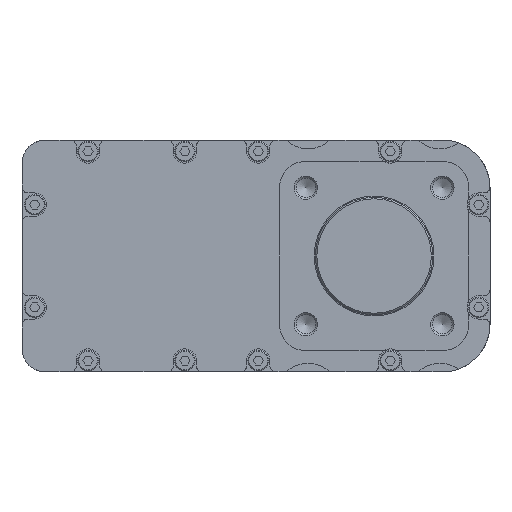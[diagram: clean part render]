
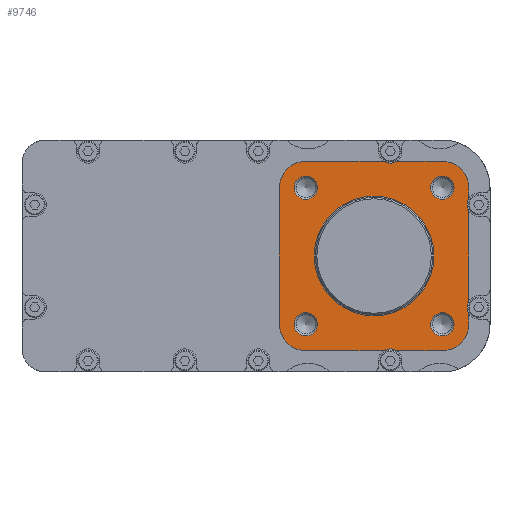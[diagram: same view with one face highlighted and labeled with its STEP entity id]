
A CAD part, left-side view. The second image highlights one B-rep face of the part: STEP entity #9746.
In plain terms, the highlighted face is planar.
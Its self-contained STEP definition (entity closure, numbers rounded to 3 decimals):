
#417=PLANE('',#10606);
#1061=VECTOR('',#12376,1.);
#1063=VECTOR('',#12379,1.);
#1067=VECTOR('',#12384,1.);
#1069=VECTOR('',#12387,1.);
#1072=VECTOR('',#12391,1.);
#1076=VECTOR('',#12396,1.);
#1078=VECTOR('',#12399,1.);
#1183=VECTOR('',#12647,1.);
#2030=LINE('',#15162,#1061);
#2032=LINE('',#15166,#1063);
#2036=LINE('',#15174,#1067);
#2038=LINE('',#15178,#1069);
#2041=LINE('',#15184,#1072);
#2045=LINE('',#15192,#1076);
#2047=LINE('',#15196,#1078);
#2152=LINE('',#15529,#1183);
#3060=VERTEX_POINT('',#15159);
#3061=VERTEX_POINT('',#15161);
#3062=VERTEX_POINT('',#15165);
#3063=VERTEX_POINT('',#15167);
#3064=VERTEX_POINT('',#15171);
#3065=VERTEX_POINT('',#15173);
#3066=VERTEX_POINT('',#15177);
#3067=VERTEX_POINT('',#15179);
#3068=VERTEX_POINT('',#15183);
#3069=VERTEX_POINT('',#15185);
#3070=VERTEX_POINT('',#15189);
#3071=VERTEX_POINT('',#15191);
#3072=VERTEX_POINT('',#15195);
#3073=VERTEX_POINT('',#15197);
#3162=VERTEX_POINT('',#15518);
#3163=VERTEX_POINT('',#15526);
#3164=VERTEX_POINT('',#15532);
#3165=VERTEX_POINT('',#15534);
#3166=VERTEX_POINT('',#15536);
#3167=VERTEX_POINT('',#15538);
#3168=VERTEX_POINT('',#15540);
#3169=VERTEX_POINT('',#15542);
#3734=CIRCLE('',#10598,9.);
#3735=CIRCLE('',#10600,9.);
#3736=CIRCLE('',#10602,9.);
#3737=CIRCLE('',#10604,9.);
#3738=CIRCLE('',#10607,4.);
#3739=CIRCLE('',#10608,4.);
#3740=CIRCLE('',#10609,4.);
#3741=CIRCLE('',#10610,4.);
#3742=CIRCLE('',#10611,20.4);
#3743=CIRCLE('',#10612,4.);
#3744=CIRCLE('',#10613,4.);
#3745=CIRCLE('',#10614,4.);
#3746=CIRCLE('',#10615,4.);
#3747=CIRCLE('',#10616,4.);
#4629=EDGE_CURVE('',#3060,#3061,#2030,.T.);
#4631=EDGE_CURVE('',#3063,#3062,#2032,.T.);
#4635=EDGE_CURVE('',#3064,#3065,#2036,.T.);
#4637=EDGE_CURVE('',#3067,#3066,#2038,.T.);
#4640=EDGE_CURVE('',#3069,#3068,#2041,.T.);
#4644=EDGE_CURVE('',#3070,#3071,#2045,.T.);
#4646=EDGE_CURVE('',#3073,#3072,#2047,.T.);
#4791=EDGE_CURVE('',#3162,#3063,#3734,.T.);
#4793=EDGE_CURVE('',#3061,#3069,#3735,.T.);
#4794=EDGE_CURVE('',#3065,#3073,#3736,.T.);
#4796=EDGE_CURVE('',#3071,#3163,#3737,.T.);
#4797=EDGE_CURVE('',#3163,#3162,#2152,.T.);
#4798=EDGE_CURVE('',#3164,#3164,#3738,.T.);
#4799=EDGE_CURVE('',#3165,#3165,#3739,.T.);
#4800=EDGE_CURVE('',#3166,#3166,#3740,.T.);
#4801=EDGE_CURVE('',#3167,#3167,#3741,.T.);
#4802=EDGE_CURVE('',#3168,#3168,#3742,.T.);
#4803=EDGE_CURVE('',#3072,#3169,#3743,.T.);
#4804=EDGE_CURVE('',#3169,#3070,#3744,.T.);
#4805=EDGE_CURVE('',#3062,#3060,#3745,.T.);
#4806=EDGE_CURVE('',#3068,#3067,#3746,.T.);
#4807=EDGE_CURVE('',#3066,#3064,#3747,.T.);
#7030=ORIENTED_EDGE('',*,*,#4798,.F.);
#7031=ORIENTED_EDGE('',*,*,#4799,.F.);
#7032=ORIENTED_EDGE('',*,*,#4800,.F.);
#7033=ORIENTED_EDGE('',*,*,#4801,.F.);
#7034=ORIENTED_EDGE('',*,*,#4802,.F.);
#7035=ORIENTED_EDGE('',*,*,#4646,.T.);
#7036=ORIENTED_EDGE('',*,*,#4803,.T.);
#7037=ORIENTED_EDGE('',*,*,#4804,.T.);
#7038=ORIENTED_EDGE('',*,*,#4644,.T.);
#7039=ORIENTED_EDGE('',*,*,#4796,.T.);
#7040=ORIENTED_EDGE('',*,*,#4797,.T.);
#7041=ORIENTED_EDGE('',*,*,#4791,.T.);
#7042=ORIENTED_EDGE('',*,*,#4631,.T.);
#7043=ORIENTED_EDGE('',*,*,#4805,.T.);
#7044=ORIENTED_EDGE('',*,*,#4629,.T.);
#7045=ORIENTED_EDGE('',*,*,#4793,.T.);
#7046=ORIENTED_EDGE('',*,*,#4640,.T.);
#7047=ORIENTED_EDGE('',*,*,#4806,.T.);
#7048=ORIENTED_EDGE('',*,*,#4637,.T.);
#7049=ORIENTED_EDGE('',*,*,#4807,.T.);
#7050=ORIENTED_EDGE('',*,*,#4635,.T.);
#7051=ORIENTED_EDGE('',*,*,#4794,.T.);
#8493=EDGE_LOOP('',(#7030));
#8494=EDGE_LOOP('',(#7031));
#8495=EDGE_LOOP('',(#7032));
#8496=EDGE_LOOP('',(#7033));
#8497=EDGE_LOOP('',(#7034));
#8498=EDGE_LOOP('',(#7035,#7036,#7037,#7038,#7039,#7040,#7041,#7042,#7043,
#7044,#7045,#7046,#7047,#7048,#7049,#7050,#7051));
#9149=FACE_BOUND('',#8493,.T.);
#9150=FACE_BOUND('',#8494,.T.);
#9151=FACE_BOUND('',#8495,.T.);
#9152=FACE_BOUND('',#8496,.T.);
#9153=FACE_BOUND('',#8497,.T.);
#9154=FACE_BOUND('',#8498,.T.);
#9746=ADVANCED_FACE('',(#9149,#9150,#9151,#9152,#9153,#9154),#417,.T.);
#10598=AXIS2_PLACEMENT_3D('',#15517,#12630,#12631);
#10600=AXIS2_PLACEMENT_3D('',#15521,#12635,#12636);
#10602=AXIS2_PLACEMENT_3D('',#15523,#12639,#12640);
#10604=AXIS2_PLACEMENT_3D('',#15527,#12644,#12645);
#10606=AXIS2_PLACEMENT_3D('',#15530,#12648,$);
#10607=AXIS2_PLACEMENT_3D('',#15531,#12649,#12650);
#10608=AXIS2_PLACEMENT_3D('',#15533,#12651,#12652);
#10609=AXIS2_PLACEMENT_3D('',#15535,#12653,#12654);
#10610=AXIS2_PLACEMENT_3D('',#15537,#12655,#12656);
#10611=AXIS2_PLACEMENT_3D('',#15539,#12657,#12658);
#10612=AXIS2_PLACEMENT_3D('',#15541,#12659,#12660);
#10613=AXIS2_PLACEMENT_3D('',#15543,#12661,#12662);
#10614=AXIS2_PLACEMENT_3D('',#15544,#12663,#12664);
#10615=AXIS2_PLACEMENT_3D('',#15545,#12665,#12666);
#10616=AXIS2_PLACEMENT_3D('',#15546,#12667,#12668);
#12376=DIRECTION('',(0.,-1.,0.));
#12379=DIRECTION('',(0.,-1.,0.));
#12384=DIRECTION('',(0.,0.,-1.));
#12387=DIRECTION('',(0.,0.,-1.));
#12391=DIRECTION('',(0.,0.,-1.));
#12396=DIRECTION('',(0.,1.,0.));
#12399=DIRECTION('',(0.,1.,0.));
#12630=DIRECTION('',(1.,0.,0.));
#12631=DIRECTION('',(0.,0.,-9.));
#12635=DIRECTION('',(1.,0.,0.));
#12636=DIRECTION('',(0.,0.,-9.));
#12639=DIRECTION('',(1.,0.,0.));
#12640=DIRECTION('',(0.,0.,-9.));
#12644=DIRECTION('',(1.,0.,0.));
#12645=DIRECTION('',(0.,0.,-9.));
#12647=DIRECTION('',(0.,0.,1.));
#12648=DIRECTION('',(1.,0.,0.));
#12649=DIRECTION('',(1.,0.,0.));
#12650=DIRECTION('',(0.,0.,-4.));
#12651=DIRECTION('',(1.,0.,0.));
#12652=DIRECTION('',(0.,0.,-4.));
#12653=DIRECTION('',(1.,0.,0.));
#12654=DIRECTION('',(0.,0.,-4.));
#12655=DIRECTION('',(1.,0.,0.));
#12656=DIRECTION('',(0.,0.,-4.));
#12657=DIRECTION('',(1.,0.,0.));
#12658=DIRECTION('',(0.,0.,-20.4));
#12659=DIRECTION('',(-1.,0.,0.));
#12660=DIRECTION('',(0.,0.,-4.));
#12661=DIRECTION('',(-1.,0.,0.));
#12662=DIRECTION('',(0.,0.,-4.));
#12663=DIRECTION('',(-1.,0.,0.));
#12664=DIRECTION('',(0.,0.,-4.));
#12665=DIRECTION('',(-1.,0.,0.));
#12666=DIRECTION('',(0.,0.,-4.));
#12667=DIRECTION('',(-1.,0.,0.));
#12668=DIRECTION('',(0.,0.,-4.));
#15159=CARTESIAN_POINT('',(61.,-7.607,32.25));
#15161=CARTESIAN_POINT('',(61.,-23.25,32.25));
#15162=CARTESIAN_POINT('',(61.,-7.607,32.25));
#15165=CARTESIAN_POINT('',(61.,-3.393,32.25));
#15166=CARTESIAN_POINT('',(61.,23.25,32.25));
#15167=CARTESIAN_POINT('',(61.,23.25,32.25));
#15171=CARTESIAN_POINT('',(61.,-32.25,-19.607));
#15173=CARTESIAN_POINT('',(61.,-32.25,-23.25));
#15174=CARTESIAN_POINT('',(61.,-32.25,-19.607));
#15177=CARTESIAN_POINT('',(61.,-32.25,-15.393));
#15178=CARTESIAN_POINT('',(61.,-32.25,15.393));
#15179=CARTESIAN_POINT('',(61.,-32.25,15.393));
#15183=CARTESIAN_POINT('',(61.,-32.25,19.607));
#15184=CARTESIAN_POINT('',(61.,-32.25,23.25));
#15185=CARTESIAN_POINT('',(61.,-32.25,23.25));
#15189=CARTESIAN_POINT('',(61.,-3.393,-32.25));
#15191=CARTESIAN_POINT('',(61.,23.25,-32.25));
#15192=CARTESIAN_POINT('',(61.,-3.393,-32.25));
#15195=CARTESIAN_POINT('',(61.,-7.607,-32.25));
#15196=CARTESIAN_POINT('',(61.,-23.25,-32.25));
#15197=CARTESIAN_POINT('',(61.,-23.25,-32.25));
#15517=CARTESIAN_POINT('',(61.,23.25,23.25));
#15518=CARTESIAN_POINT('',(61.,32.25,23.25));
#15521=CARTESIAN_POINT('',(61.,-23.25,23.25));
#15523=CARTESIAN_POINT('',(61.,-23.25,-23.25));
#15526=CARTESIAN_POINT('',(61.,32.25,-23.25));
#15527=CARTESIAN_POINT('',(61.,23.25,-23.25));
#15529=CARTESIAN_POINT('',(61.,32.25,-23.25));
#15530=CARTESIAN_POINT('',(61.,23.25,23.25));
#15531=CARTESIAN_POINT('',(61.,-23.25,-23.25));
#15532=CARTESIAN_POINT('',(61.,-23.25,-27.25));
#15533=CARTESIAN_POINT('',(61.,23.25,-23.25));
#15534=CARTESIAN_POINT('',(61.,23.25,-27.25));
#15535=CARTESIAN_POINT('',(61.,23.25,23.25));
#15536=CARTESIAN_POINT('',(61.,23.25,19.25));
#15537=CARTESIAN_POINT('',(61.,-23.25,23.25));
#15538=CARTESIAN_POINT('',(61.,-23.25,19.25));
#15539=CARTESIAN_POINT('',(61.,0.,0.));
#15540=CARTESIAN_POINT('',(61.,0.,-20.4));
#15541=CARTESIAN_POINT('',(61.,-5.5,-35.65));
#15542=CARTESIAN_POINT('',(61.,-5.5,-31.65));
#15543=CARTESIAN_POINT('',(61.,-5.5,-35.65));
#15544=CARTESIAN_POINT('',(61.,-5.5,35.65));
#15545=CARTESIAN_POINT('',(61.,-35.65,17.5));
#15546=CARTESIAN_POINT('',(61.,-35.65,-17.5));
